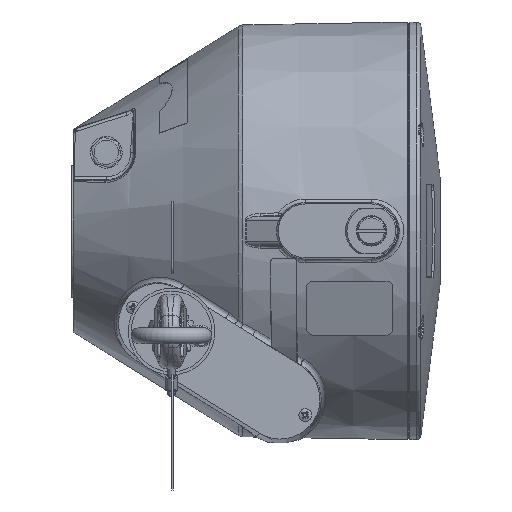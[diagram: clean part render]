
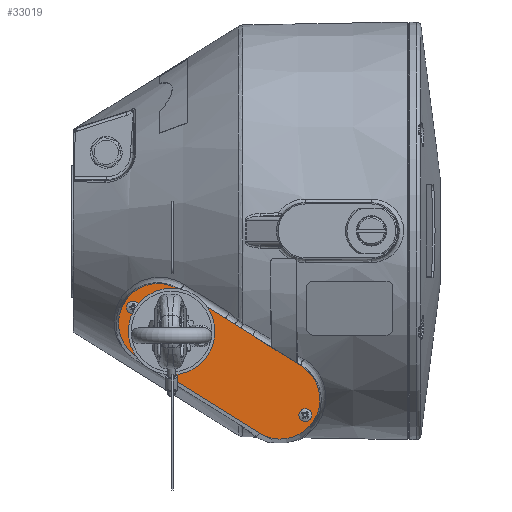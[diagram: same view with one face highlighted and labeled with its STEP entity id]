
A CAD part, front view. The second image highlights one B-rep face of the part: STEP entity #33019.
In plain terms, the highlighted planar face has unit normal (0, -1, 0).
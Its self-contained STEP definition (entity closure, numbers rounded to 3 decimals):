
#687=FACE_BOUND($,#7909,.T.);
#688=FACE_BOUND($,#7910,.T.);
#689=FACE_BOUND($,#7911,.T.);
#690=FACE_BOUND($,#7912,.T.);
#2117=CIRCLE($,#34935,2.5);
#2264=CIRCLE($,#35308,4.45);
#2455=CIRCLE($,#35687,27.5);
#2456=CIRCLE($,#35689,4.45);
#2457=CIRCLE($,#35690,27.5);
#7909=EDGE_LOOP($,(#27840));
#7910=EDGE_LOOP($,(#27841));
#7911=EDGE_LOOP($,(#27842));
#7912=EDGE_LOOP($,(#27843,#27844,#27845,#27846));
#9828=LINE($,#95930,#11703);
#9830=LINE($,#95940,#11705);
#11703=VECTOR($,#42557,100.);
#11705=VECTOR($,#42569,100.);
#14090=VERTEX_POINT($,#73296);
#14446=VERTEX_POINT($,#76306);
#14855=VERTEX_POINT($,#95926);
#14856=VERTEX_POINT($,#95928);
#14857=VERTEX_POINT($,#95932);
#14858=VERTEX_POINT($,#95936);
#14859=VERTEX_POINT($,#95938);
#18132=EDGE_CURVE($,#14090,#14090,#2117,.T.);
#18645=EDGE_CURVE($,#14446,#14446,#2264,.T.);
#19257=EDGE_CURVE($,#14855,#14856,#9828,.T.);
#19259=EDGE_CURVE($,#14856,#14857,#2455,.T.);
#19260=EDGE_CURVE($,#14858,#14858,#2456,.T.);
#19261=EDGE_CURVE($,#14859,#14855,#2457,.T.);
#19262=EDGE_CURVE($,#14857,#14859,#9830,.T.);
#27840=ORIENTED_EDGE($,*,*,#18645,.T.);
#27841=ORIENTED_EDGE($,*,*,#19260,.T.);
#27842=ORIENTED_EDGE($,*,*,#18132,.F.);
#27843=ORIENTED_EDGE($,*,*,#19261,.T.);
#27844=ORIENTED_EDGE($,*,*,#19257,.T.);
#27845=ORIENTED_EDGE($,*,*,#19259,.T.);
#27846=ORIENTED_EDGE($,*,*,#19262,.T.);
#29325=PLANE($,#35688);
#33019=ADVANCED_FACE($,(#687,#688,#689,#690),#29325,.T.);
#34935=AXIS2_PLACEMENT_3D($,#73297,#40758,#40759);
#35308=AXIS2_PLACEMENT_3D($,#76307,#41669,#41670);
#35687=AXIS2_PLACEMENT_3D($,#95934,#42561,#42562);
#35688=AXIS2_PLACEMENT_3D($,#95935,#42563,#42564);
#35689=AXIS2_PLACEMENT_3D($,#95937,#42565,#42566);
#35690=AXIS2_PLACEMENT_3D($,#95939,#42567,#42568);
#40758=DIRECTION('center_axis',(0.,-1.,0.));
#40759=DIRECTION('ref_axis',(0.,0.,
1.));
#41669=DIRECTION('center_axis',(0.,1.,0.));
#41670=DIRECTION('ref_axis',(-0.612,0.,
-0.791));
#42557=DIRECTION($,(0.848,0.,-0.53));
#42561=DIRECTION('center_axis',(0.,-1.,0.));
#42562=DIRECTION('ref_axis',(-0.53,0.,-0.848));
#42563=DIRECTION('center_axis',(0.,-1.,0.));
#42564=DIRECTION('ref_axis',(0.53,0.,0.848));
#42565=DIRECTION('center_axis',(0.,1.,0.));
#42566=DIRECTION('ref_axis',(0.997,0.,-0.081));
#42567=DIRECTION('center_axis',(0.,-1.,0.));
#42568=DIRECTION('ref_axis',(0.53,0.,0.848));
#42569=DIRECTION($,(-0.848,0.,0.53));
#73296=CARTESIAN_POINT('',(70.292,-133.,-72.388));
#73297=CARTESIAN_POINT('Origin',(70.292,-133.,-69.888));
#76306=CARTESIAN_POINT('',(160.409,-133.,-131.462));
#76307=CARTESIAN_POINT('Origin',(163.134,-133.,-127.944));
#95926=CARTESIAN_POINT('',(46.385,-133.,-87.372));
#95928=CARTESIAN_POINT('',(131.172,-133.,-140.392));
#95930=CARTESIAN_POINT($,(46.385,-133.,-87.372));
#95932=CARTESIAN_POINT('',(160.333,-133.,-93.758));
#95934=CARTESIAN_POINT('Origin',(145.753,-133.,-117.075));
#95935=CARTESIAN_POINT('Origin',(132.102,-133.,-108.539));
#95936=CARTESIAN_POINT('',(48.019,-133.,-53.549));
#95937=CARTESIAN_POINT('Origin',(43.584,-133.,-53.187));
#95938=CARTESIAN_POINT('',(75.545,-133.,-40.739));
#95939=CARTESIAN_POINT('Origin',(60.965,-133.,-64.056));
#95940=CARTESIAN_POINT($,(160.333,-133.,-93.758));
